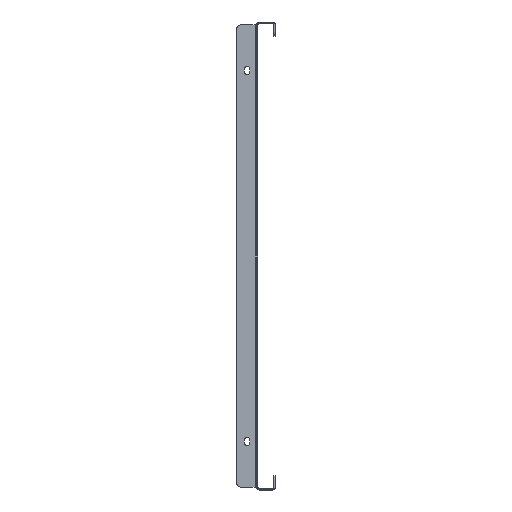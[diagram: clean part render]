
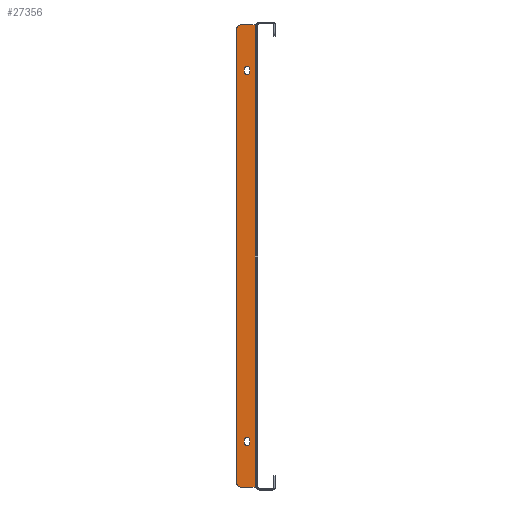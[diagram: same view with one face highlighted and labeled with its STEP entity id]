
A CAD part, left-side view. The second image highlights one B-rep face of the part: STEP entity #27356.
In plain terms, the highlighted planar face has unit normal (-1, 0, 0).
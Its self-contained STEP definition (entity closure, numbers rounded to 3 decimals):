
#175 = ORIENTED_EDGE ( 'NONE', *, *, #701, .F. ) ;
#405 = ORIENTED_EDGE ( 'NONE', *, *, #16321, .F. ) ;
#506 = ORIENTED_EDGE ( 'NONE', *, *, #5235, .F. ) ;
#701 = EDGE_CURVE ( 'NONE', #23301, #24806, #26299, .T. ) ;
#706 = VERTEX_POINT ( 'NONE', #7209 ) ;
#747 = DIRECTION ( 'NONE',  ( 0., 0., 1. ) ) ;
#926 = LINE ( 'NONE', #21432, #5717 ) ;
#1055 = DIRECTION ( 'NONE',  ( 0., -1., 0. ) ) ;
#1077 = DIRECTION ( 'NONE',  ( 0., 0., 1. ) ) ;
#1373 = CARTESIAN_POINT ( 'NONE',  ( -446., 16., 245.5 ) ) ;
#1374 = AXIS2_PLACEMENT_3D ( 'NONE', #20994, #14296, #1055 ) ;
#1388 = VERTEX_POINT ( 'NONE', #19802 ) ;
#1857 = CARTESIAN_POINT ( 'NONE',  ( -446., 21., -240.5 ) ) ;
#2428 = DIRECTION ( 'NONE',  ( -1., 0., 0. ) ) ;
#2430 = CARTESIAN_POINT ( 'NONE',  ( -446., 10., 198.75 ) ) ;
#2817 = DIRECTION ( 'NONE',  ( 0., -1., 0. ) ) ;
#3151 = CARTESIAN_POINT ( 'NONE',  ( -446., 21., 240.5 ) ) ;
#3506 = AXIS2_PLACEMENT_3D ( 'NONE', #21583, #23649, #17084 ) ;
#3567 = EDGE_CURVE ( 'NONE', #706, #16860, #20698, .T. ) ;
#3825 = EDGE_CURVE ( 'NONE', #6630, #23301, #16045, .T. ) ;
#3877 = VERTEX_POINT ( 'NONE', #1373 ) ;
#4102 = AXIS2_PLACEMENT_3D ( 'NONE', #2430, #20590, #4475 ) ;
#4188 = CARTESIAN_POINT ( 'NONE',  ( -446., 12.75, -195.25 ) ) ;
#4320 = CARTESIAN_POINT ( 'NONE',  ( -446., 1.5, 245.5 ) ) ;
#4475 = DIRECTION ( 'NONE',  ( 0., -1., 0. ) ) ;
#4577 = DIRECTION ( 'NONE',  ( 0., 0., 1. ) ) ;
#4854 = FACE_OUTER_BOUND ( 'NONE', #19515, .T. ) ;
#5235 = EDGE_CURVE ( 'NONE', #22411, #22845, #14490, .T. ) ;
#5717 = VECTOR ( 'NONE', #17057, 1000. ) ;
#5818 = CIRCLE ( 'NONE', #13245, 5. ) ;
#5940 = VERTEX_POINT ( 'NONE', #18187 ) ;
#6406 = ORIENTED_EDGE ( 'NONE', *, *, #23965, .T. ) ;
#6630 = VERTEX_POINT ( 'NONE', #7060 ) ;
#7046 = FACE_BOUND ( 'NONE', #21217, .T. ) ;
#7060 = CARTESIAN_POINT ( 'NONE',  ( -446., 7.25, -195.25 ) ) ;
#7209 = CARTESIAN_POINT ( 'NONE',  ( -446., 12.75, 195.25 ) ) ;
#7472 = VERTEX_POINT ( 'NONE', #4320 ) ;
#7717 = CARTESIAN_POINT ( 'NONE',  ( -446., 12.75, 195.25 ) ) ;
#7775 = VECTOR ( 'NONE', #25842, 1000. ) ;
#7963 = EDGE_CURVE ( 'NONE', #24806, #5940, #8357, .T. ) ;
#8087 = CARTESIAN_POINT ( 'NONE',  ( -446., 21., -245.5 ) ) ;
#8357 = CIRCLE ( 'NONE', #19494, 2.75 ) ;
#8404 = ORIENTED_EDGE ( 'NONE', *, *, #12299, .T. ) ;
#9350 = DIRECTION ( 'NONE',  ( -1., 0., 0. ) ) ;
#9536 = ORIENTED_EDGE ( 'NONE', *, *, #7963, .F. ) ;
#10515 = ORIENTED_EDGE ( 'NONE', *, *, #27489, .T. ) ;
#11146 = CARTESIAN_POINT ( 'NONE',  ( -446., 1.5, -245.5 ) ) ;
#11294 = DIRECTION ( 'NONE',  ( 0., -1., 0. ) ) ;
#11299 = CARTESIAN_POINT ( 'NONE',  ( -446., 7.25, 195.25 ) ) ;
#11376 = CARTESIAN_POINT ( 'NONE',  ( -446., 10., -198.75 ) ) ;
#11572 = ORIENTED_EDGE ( 'NONE', *, *, #14049, .F. ) ;
#12299 = EDGE_CURVE ( 'NONE', #15854, #22845, #5818, .T. ) ;
#12715 = DIRECTION ( 'NONE',  ( 0., -1., 0. ) ) ;
#13049 = CARTESIAN_POINT ( 'NONE',  ( -446., 10., 195.25 ) ) ;
#13245 = AXIS2_PLACEMENT_3D ( 'NONE', #19372, #16620, #27836 ) ;
#13254 = CARTESIAN_POINT ( 'NONE',  ( -446., 12.75, -195.25 ) ) ;
#13585 = LINE ( 'NONE', #15766, #27227 ) ;
#13587 = FACE_BOUND ( 'NONE', #15037, .T. ) ;
#13865 = DIRECTION ( 'NONE',  ( -1., 0., 0. ) ) ;
#14049 = EDGE_CURVE ( 'NONE', #1388, #706, #21086, .T. ) ;
#14296 = DIRECTION ( 'NONE',  ( -1., 0., 0. ) ) ;
#14490 = LINE ( 'NONE', #8087, #7775 ) ;
#14748 = EDGE_CURVE ( 'NONE', #27823, #1388, #16634, .T. ) ;
#15037 = EDGE_LOOP ( 'NONE', ( #18458, #11572, #18846, #23912 ) ) ;
#15766 = CARTESIAN_POINT ( 'NONE',  ( -446., 1.5, 0. ) ) ;
#15839 = ORIENTED_EDGE ( 'NONE', *, *, #19923, .F. ) ;
#15854 = VERTEX_POINT ( 'NONE', #1857 ) ;
#16041 = PLANE ( 'NONE',  #21839 ) ;
#16045 = CIRCLE ( 'NONE', #3506, 2.75 ) ;
#16321 = EDGE_CURVE ( 'NONE', #3877, #7472, #17093, .T. ) ;
#16620 = DIRECTION ( 'NONE',  ( -1., 0., 0. ) ) ;
#16634 = CIRCLE ( 'NONE', #4102, 2.75 ) ;
#16666 = ORIENTED_EDGE ( 'NONE', *, *, #3825, .F. ) ;
#16860 = VERTEX_POINT ( 'NONE', #11299 ) ;
#17057 = DIRECTION ( 'NONE',  ( 0., 0., 1. ) ) ;
#17084 = DIRECTION ( 'NONE',  ( 0., 1., 0. ) ) ;
#17093 = LINE ( 'NONE', #25987, #19455 ) ;
#17180 = CIRCLE ( 'NONE', #1374, 5. ) ;
#17931 = DIRECTION ( 'NONE',  ( 0., 1., 0. ) ) ;
#17962 = VECTOR ( 'NONE', #747, 1000. ) ;
#18187 = CARTESIAN_POINT ( 'NONE',  ( -446., 7.25, -198.75 ) ) ;
#18458 = ORIENTED_EDGE ( 'NONE', *, *, #3567, .F. ) ;
#18663 = CARTESIAN_POINT ( 'NONE',  ( -446., 21., 245.5 ) ) ;
#18846 = ORIENTED_EDGE ( 'NONE', *, *, #14748, .F. ) ;
#19372 = CARTESIAN_POINT ( 'NONE',  ( -446., 16., -240.5 ) ) ;
#19383 = VERTEX_POINT ( 'NONE', #3151 ) ;
#19455 = VECTOR ( 'NONE', #12715, 1000. ) ;
#19494 = AXIS2_PLACEMENT_3D ( 'NONE', #11376, #9350, #17931 ) ;
#19515 = EDGE_LOOP ( 'NONE', ( #405, #10515, #22110, #8404, #506, #6406 ) ) ;
#19780 = AXIS2_PLACEMENT_3D ( 'NONE', #13049, #2428, #11294 ) ;
#19802 = CARTESIAN_POINT ( 'NONE',  ( -446., 12.75, 198.75 ) ) ;
#19923 = EDGE_CURVE ( 'NONE', #5940, #6630, #926, .T. ) ;
#20590 = DIRECTION ( 'NONE',  ( -1., 0., 0. ) ) ;
#20698 = CIRCLE ( 'NONE', #19780, 2.75 ) ;
#20809 = VECTOR ( 'NONE', #21236, 1000. ) ;
#20994 = CARTESIAN_POINT ( 'NONE',  ( -446., 16., 240.5 ) ) ;
#21012 = CARTESIAN_POINT ( 'NONE',  ( -446., 7.25, 195.25 ) ) ;
#21086 = LINE ( 'NONE', #7717, #20809 ) ;
#21217 = EDGE_LOOP ( 'NONE', ( #16666, #15839, #9536, #175 ) ) ;
#21236 = DIRECTION ( 'NONE',  ( 0., 0., -1. ) ) ;
#21240 = CARTESIAN_POINT ( 'NONE',  ( -446., 7.25, 198.75 ) ) ;
#21326 = EDGE_CURVE ( 'NONE', #16860, #27823, #25110, .T. ) ;
#21432 = CARTESIAN_POINT ( 'NONE',  ( -446., 7.25, -195.25 ) ) ;
#21583 = CARTESIAN_POINT ( 'NONE',  ( -446., 10., -195.25 ) ) ;
#21839 = AXIS2_PLACEMENT_3D ( 'NONE', #24937, #13865, #2817 ) ;
#21869 = VECTOR ( 'NONE', #28634, 1000. ) ;
#22110 = ORIENTED_EDGE ( 'NONE', *, *, #22941, .F. ) ;
#22411 = VERTEX_POINT ( 'NONE', #11146 ) ;
#22845 = VERTEX_POINT ( 'NONE', #24363 ) ;
#22941 = EDGE_CURVE ( 'NONE', #15854, #19383, #27406, .T. ) ;
#23301 = VERTEX_POINT ( 'NONE', #13254 ) ;
#23427 = VECTOR ( 'NONE', #1077, 1000. ) ;
#23649 = DIRECTION ( 'NONE',  ( -1., 0., 0. ) ) ;
#23912 = ORIENTED_EDGE ( 'NONE', *, *, #21326, .F. ) ;
#23965 = EDGE_CURVE ( 'NONE', #22411, #7472, #13585, .T. ) ;
#24363 = CARTESIAN_POINT ( 'NONE',  ( -446., 16., -245.5 ) ) ;
#24806 = VERTEX_POINT ( 'NONE', #27612 ) ;
#24937 = CARTESIAN_POINT ( 'NONE',  ( -446., 0., 0. ) ) ;
#25110 = LINE ( 'NONE', #21012, #23427 ) ;
#25842 = DIRECTION ( 'NONE',  ( 0., 1., 0. ) ) ;
#25987 = CARTESIAN_POINT ( 'NONE',  ( -446., 0., 245.5 ) ) ;
#26299 = LINE ( 'NONE', #4188, #21869 ) ;
#27227 = VECTOR ( 'NONE', #4577, 1000. ) ;
#27356 = ADVANCED_FACE ( 'NONE', ( #13587, #7046, #4854 ), #16041, .T. ) ;
#27406 = LINE ( 'NONE', #18663, #17962 ) ;
#27489 = EDGE_CURVE ( 'NONE', #3877, #19383, #17180, .T. ) ;
#27612 = CARTESIAN_POINT ( 'NONE',  ( -446., 12.75, -198.75 ) ) ;
#27823 = VERTEX_POINT ( 'NONE', #21240 ) ;
#27836 = DIRECTION ( 'NONE',  ( 0., -1., 0. ) ) ;
#28634 = DIRECTION ( 'NONE',  ( 0., 0., -1. ) ) ;
